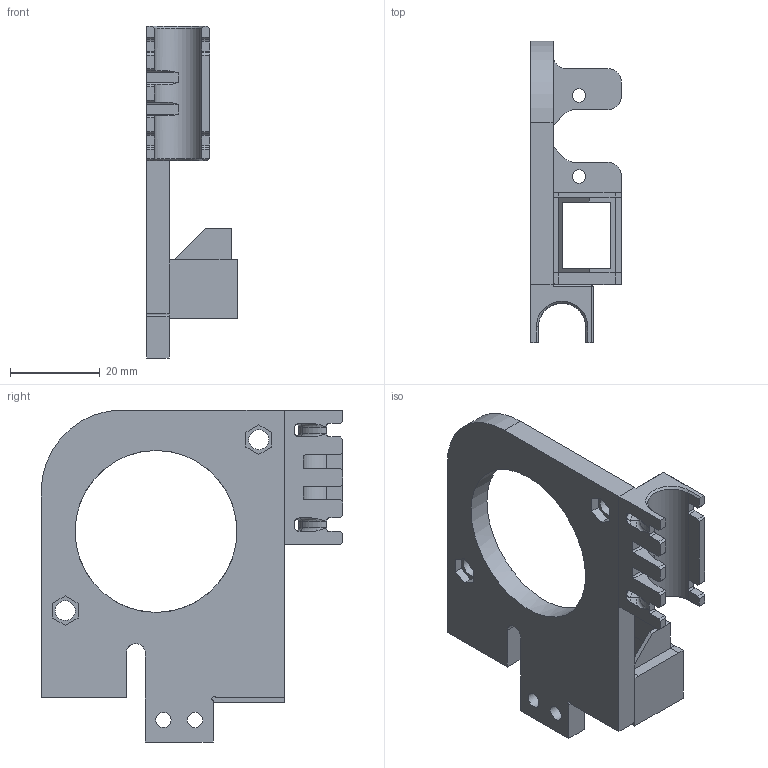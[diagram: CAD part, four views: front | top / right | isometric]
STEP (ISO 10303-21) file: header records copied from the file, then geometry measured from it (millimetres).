
FILE_DESCRIPTION(('FreeCAD Model'),'2;1');
FILE_NAME('3DTouch-Holder_Vert.Cable.step','2020-08-17T18:57:50',('Author'),(''), 'Open CASCADE STEP processor 7.3','FreeCAD','Unknown');
FILE_SCHEMA(('CONFIG_CONTROL_DESIGN','SHAPE_APPEARANCE_LAYER_MIM'));
Length unit declared in the file: millimetre
Products named in the file (1): 3DTouch-Holder_Vert.Cable
Bounding box: 20.2 x 67 x 73.8 mm (x, y, z)
Volume: 16820.8 mm3; surface area: 11720.9 mm2
Topology: 1 solids, 1 shells, 266 faces, 686 edges, 420 vertices
Faces by surface type: plane 176, cylinder 46, revolution 24, torus 8, extrusion 8, cone 4
Full cylindrical faces by diameter (mm): 3 x2, 3.4 x2, 4.4 x2, 36 x1
Entity records: 8628 total; most frequent: CARTESIAN_POINT 1916, DIRECTION 1396, ORIENTED_EDGE 1372, EDGE_CURVE 686, VECTOR 510, LINE 502, AXIS2_PLACEMENT_3D 431, VERTEX_POINT 420
